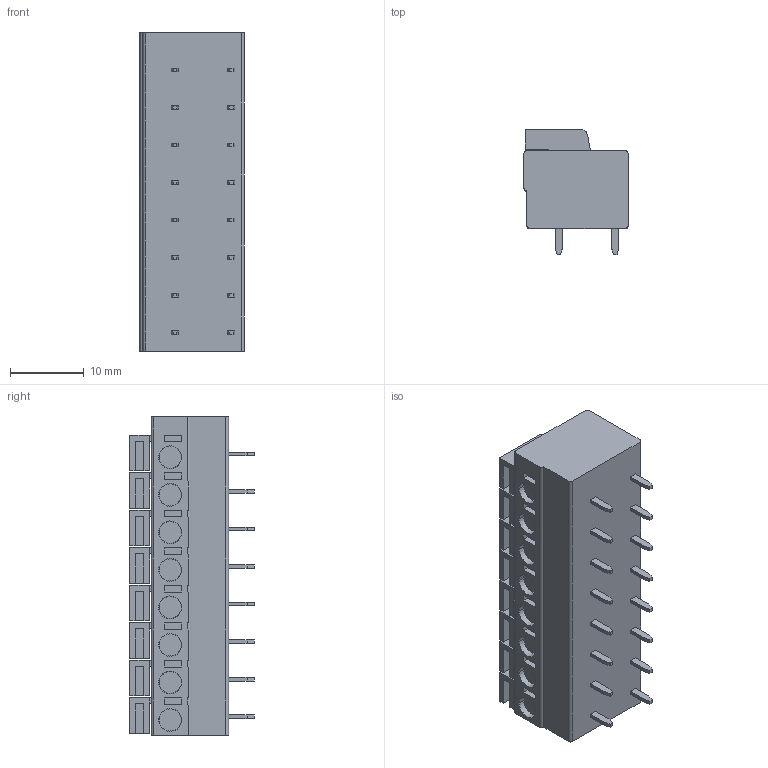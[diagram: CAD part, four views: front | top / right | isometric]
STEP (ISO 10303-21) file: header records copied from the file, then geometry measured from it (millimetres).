
FILE_DESCRIPTION((''),'2;1');
FILE_NAME('8','2020-06-12T',('P'),(''),'PRO/ENGINEER BY PARAMETRIC TECHNOLOGY CORPORATION, 2010280','PRO/ENGINEER BY PARAMETRIC TECHNOLOGY CORPORATION, 2010280','');
FILE_SCHEMA(('CONFIG_CONTROL_DESIGN'));
Length unit declared in the file: millimetre
Products named in the file (1): 8
Bounding box: 14.1 x 16.9 x 43.18 mm (x, y, z)
Volume: 6769.6 mm3; surface area: 3776.7 mm2
Topology: 1 solids, 9 shells, 390 faces, 1091 edges, 759 vertices
Faces by surface type: plane 329, cylinder 45, cone 16
Entity records: 12619 total; most frequent: CARTESIAN_POINT 2353, ORIENTED_EDGE 2182, DIRECTION 1989, EDGE_CURVE 1091, VECTOR 915, LINE 915, VERTEX_POINT 759, AXIS2_PLACEMENT_3D 537
